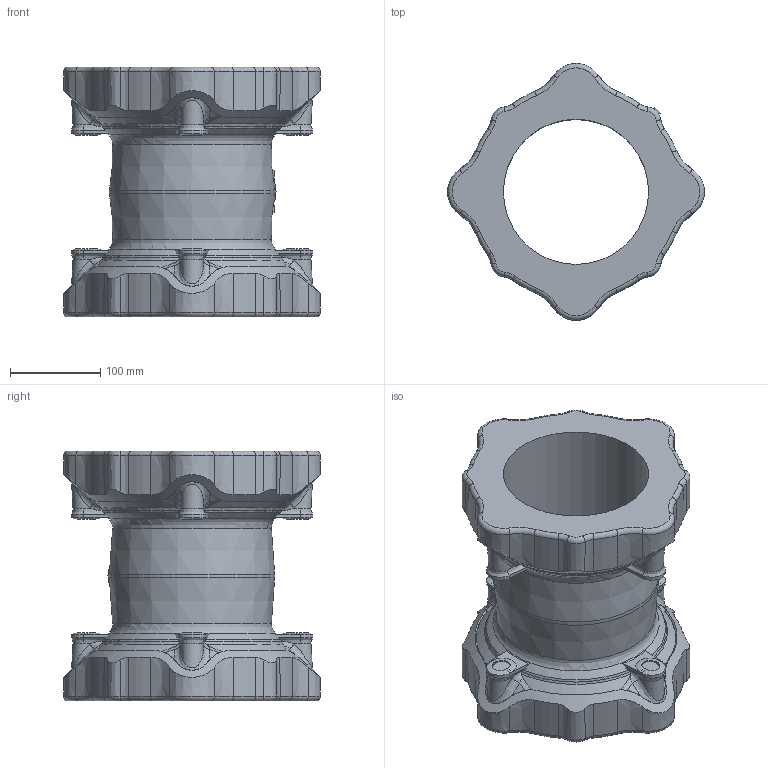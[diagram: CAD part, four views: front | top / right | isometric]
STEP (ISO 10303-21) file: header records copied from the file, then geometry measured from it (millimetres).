
FILE_DESCRIPTION (( 'STEP AP203' ), '1' );
FILE_NAME ('O_631_00_DN125_AA0_step.step', '2016-05-17T08:35:16', ( 'Windows User' ), ( 'AVK' ), 'SwSTEP 2.0', 'SolidWorks 2012', '' );
FILE_SCHEMA (( 'CONFIG_CONTROL_DESIGN' ));
Length unit declared in the file: millimetre
Products named in the file (1): O_631_00_DN125_AA0_step
Bounding box: 284.76 x 284.76 x 277 mm (x, y, z)
Volume: 4362601.5 mm3; surface area: 428670.6 mm2
Topology: 1 solids, 1 shells, 496 faces, 1316 edges, 823 vertices
Faces by surface type: bspline 150, cone 111, torus 101, plane 91, cylinder 43
Full cylindrical faces by diameter (mm): 161 x1
Entity records: 30024 total; most frequent: CARTESIAN_POINT 19133, ORIENTED_EDGE 2594, DIRECTION 1861, EDGE_CURVE 1297, VERTEX_POINT 815, AXIS2_PLACEMENT_3D 803, B_SPLINE_CURVE_WITH_KNOTS 552, EDGE_LOOP 512
